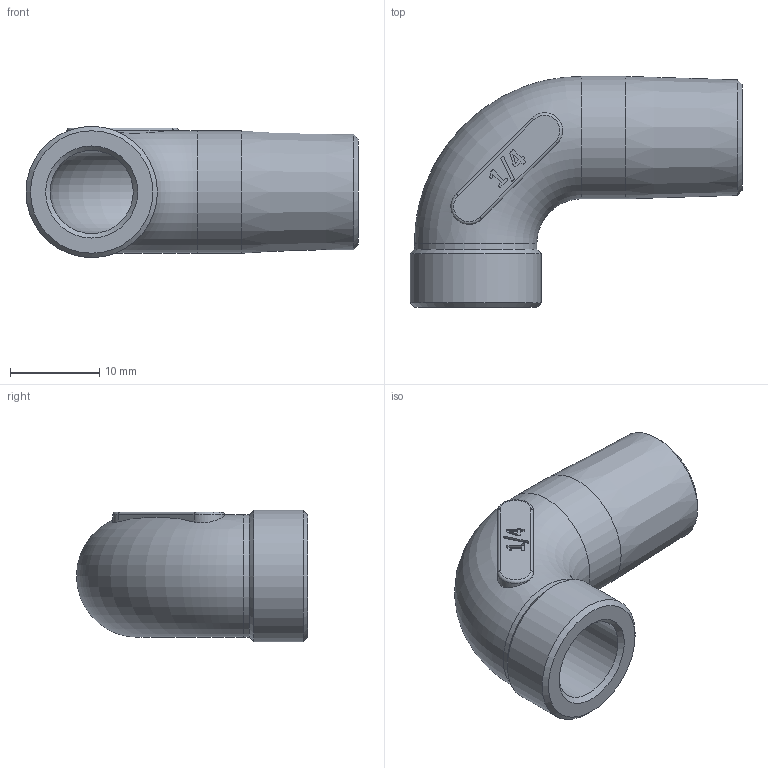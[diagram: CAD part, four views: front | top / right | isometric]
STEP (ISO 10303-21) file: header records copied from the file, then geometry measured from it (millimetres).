
FILE_DESCRIPTION(/* description */ ('Unknown'),/* implementation_level */ '2;1');
FILE_NAME(/* name */ 'R-304-DN8 REV',/* time_stamp */ '2020-10-08T17:05:08+08:00',/* author */ ('Unknown'),/* organization */ ('Unknown'),/* preprocessor_version */ 'ST-DEVELOPER v16.7',/* originating_system */ 'DEX',/* authorisation */ $);
FILE_SCHEMA (('AUTOMOTIVE_DESIGN {1 0 10303 214 3 1 1}'));
Length unit declared in the file: millimetre
Products named in the file (1): R-304-DN8 REV
Bounding box: 37.15 x 25.85 x 14.7 mm (x, y, z)
Volume: 3514.6 mm3; surface area: 3323.8 mm2
Topology: 1 solids, 1 shells, 68 faces, 173 edges, 111 vertices
Faces by surface type: plane 27, bspline 21, cylinder 11, cone 5, torus 4
Full cylindrical faces by diameter (mm): 9.3 x2, 13.7 x2, 14.7 x1
Entity records: 2245 total; most frequent: CARTESIAN_POINT 793, ORIENTED_EDGE 310, DIRECTION 227, EDGE_CURVE 155, VERTEX_POINT 106, EDGE_LOOP 87, FACE_BOUND 87, LINE 83
